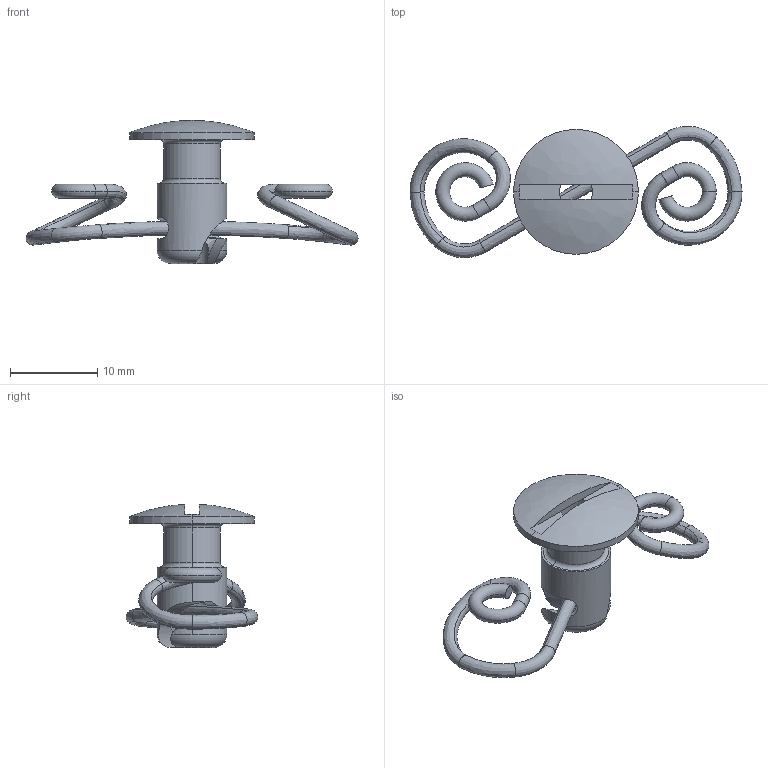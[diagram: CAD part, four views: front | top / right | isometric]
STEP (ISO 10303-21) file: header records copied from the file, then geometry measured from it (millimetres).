
FILE_DESCRIPTION (( 'STEP AP214' ), '1' );
FILE_NAME ('TL_66_001.STEP', '2015-05-22T00:29:15', ( '' ), ( '' ), 'SwSTEP 2.0', 'SolidWorks 2015', '' );
FILE_SCHEMA (( 'AUTOMOTIVE_DESIGN' ));
Length unit declared in the file: millimetre
Products named in the file (3): TL_66_001; spring; fastener
Assembly tree (2 placements, depth 2):
  TL_66_001
    fastener
    spring
Bounding box: 38.01 x 15.04 x 16.38 mm (x, y, z)
Volume: 822.5 mm3; surface area: 1467 mm2
Topology: 2 solids, 2 shells, 77 faces, 194 edges, 117 vertices
Faces by surface type: bspline 26, cylinder 24, plane 14, torus 13
Entity records: 9035 total; most frequent: CARTESIAN_POINT 7348, ORIENTED_EDGE 380, DIRECTION 260, EDGE_CURVE 190, VERTEX_POINT 117, AXIS2_PLACEMENT_3D 114, B_SPLINE_CURVE_WITH_KNOTS 98, EDGE_LOOP 79
